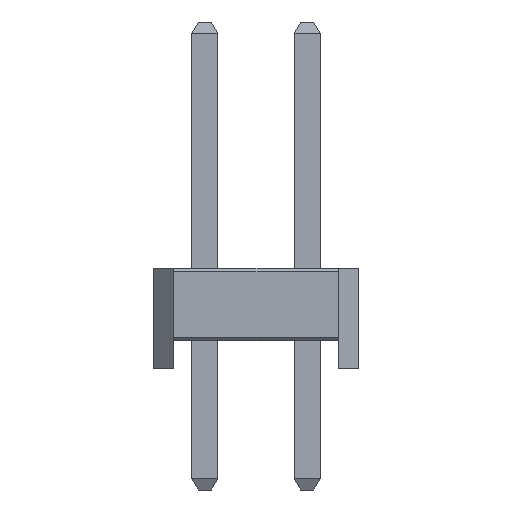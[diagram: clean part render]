
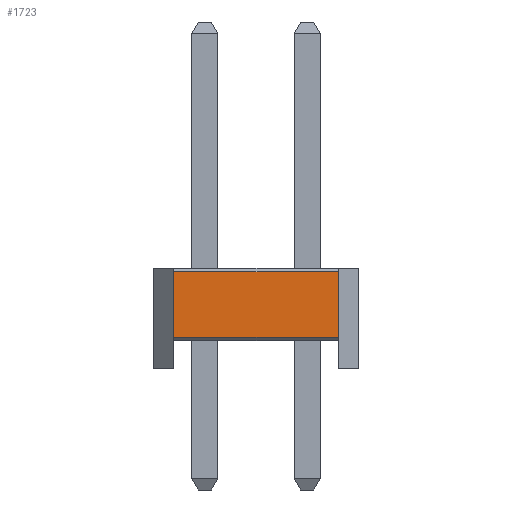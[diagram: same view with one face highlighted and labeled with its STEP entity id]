
A CAD part, left-side view. The second image highlights one B-rep face of the part: STEP entity #1723.
In plain terms, the highlighted planar face has unit normal (-1, 0, 0).
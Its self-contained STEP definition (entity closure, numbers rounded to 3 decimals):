
#1723=ADVANCED_FACE('',(#5155),#5157,.T.);
#5155=FACE_BOUND('',#5156,.T.);
#5156=EDGE_LOOP('',(#7690,#7691,#7692,#7693));
#5157=PLANE('',#5158);
#5158=AXIS2_PLACEMENT_3D('',#5159,#5160,#5161);
#5159=CARTESIAN_POINT('',(-1.27,3.31,0.));
#5160=DIRECTION('',(-1.,0.,0.));
#5161=DIRECTION('',(0.,-1.,0.));
#7690=ORIENTED_EDGE('',*,*,#9068,.T.);
#7691=ORIENTED_EDGE('',*,*,#9085,.T.);
#7692=ORIENTED_EDGE('',*,*,#9080,.T.);
#7693=ORIENTED_EDGE('',*,*,#9084,.F.);
#9068=EDGE_CURVE('',#10166,#10168,#10170,.F.);
#9080=EDGE_CURVE('',#10187,#10185,#10188,.F.);
#9084=EDGE_CURVE('',#10166,#10185,#10192,.T.);
#9085=EDGE_CURVE('',#10168,#10187,#10193,.T.);
#10166=VERTEX_POINT('',#12290);
#10168=VERTEX_POINT('',#12294);
#10170=LINE('',#12298,#12299);
#10185=VERTEX_POINT('',#12335);
#10187=VERTEX_POINT('',#12339);
#10188=LINE('',#12340,#12341);
#10192=LINE('',#12352,#12353);
#10193=LINE('',#12355,#12356);
#12290=CARTESIAN_POINT('',(-1.27,3.31,0.785));
#12294=CARTESIAN_POINT('',(-1.27,-0.77,0.785));
#12298=CARTESIAN_POINT('',(-1.27,-0.77,0.785));
#12299=VECTOR('',#12300,1.);
#12300=DIRECTION('',(0.,1.,0.));
#12335=CARTESIAN_POINT('',(-1.27,3.31,2.415));
#12339=CARTESIAN_POINT('',(-1.27,-0.77,2.415));
#12340=CARTESIAN_POINT('',(-1.27,3.31,2.415));
#12341=VECTOR('',#12342,1.);
#12342=DIRECTION('',(0.,-1.,0.));
#12352=CARTESIAN_POINT('',(-1.27,3.31,0.785));
#12353=VECTOR('',#12354,1.);
#12354=DIRECTION('',(0.,0.,1.));
#12355=CARTESIAN_POINT('',(-1.27,-0.77,0.785));
#12356=VECTOR('',#12357,1.);
#12357=DIRECTION('',(0.,0.,1.));
